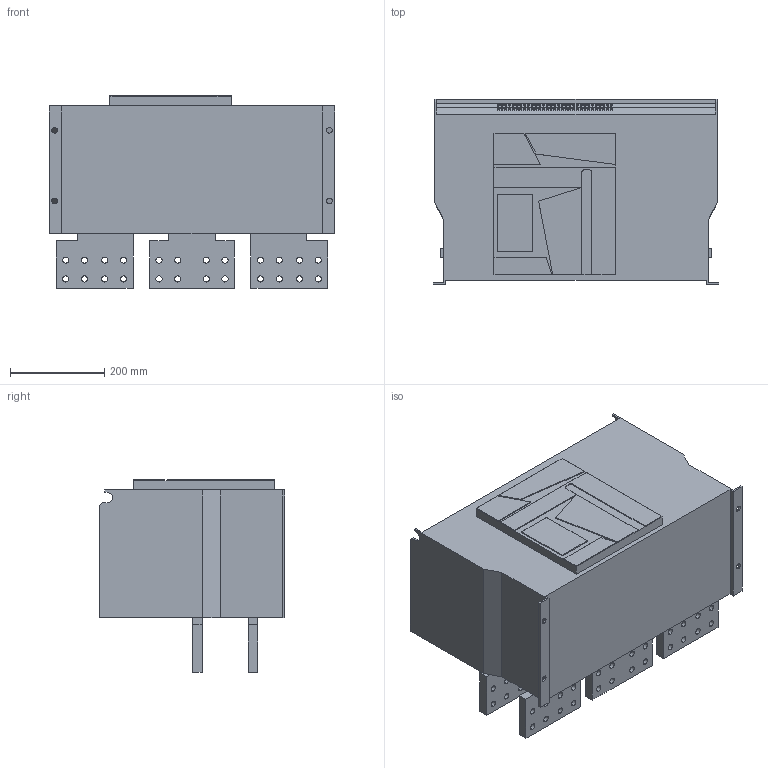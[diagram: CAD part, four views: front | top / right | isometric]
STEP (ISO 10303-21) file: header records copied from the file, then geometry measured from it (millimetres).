
FILE_DESCRIPTION (( 'STEP AP203' ), '1' );
FILE_NAME ('3FG-5000 H.STEP', '2022-12-15T14:39:28', ( '' ), ( '' ), 'SwSTEP 2.0', 'SolidWorks 2022', '' );
FILE_SCHEMA (( 'CONFIG_CONTROL_DESIGN' ));
Length unit declared in the file: millimetre
Products named in the file (1): 3FG-5000 H
Bounding box: 605 x 394 x 409 mm (x, y, z)
Volume: 63202834.2 mm3; surface area: 1330547.8 mm2
Topology: 1 solids, 1 shells, 725 faces, 1754 edges, 1163 vertices
Faces by surface type: plane 493, cylinder 232
Entity records: 21421 total; most frequent: DIRECTION 3662, CARTESIAN_POINT 3655, ORIENTED_EDGE 3508, EDGE_CURVE 1754, VECTOR 1290, LINE 1290, AXIS2_PLACEMENT_3D 1186, VERTEX_POINT 1163
